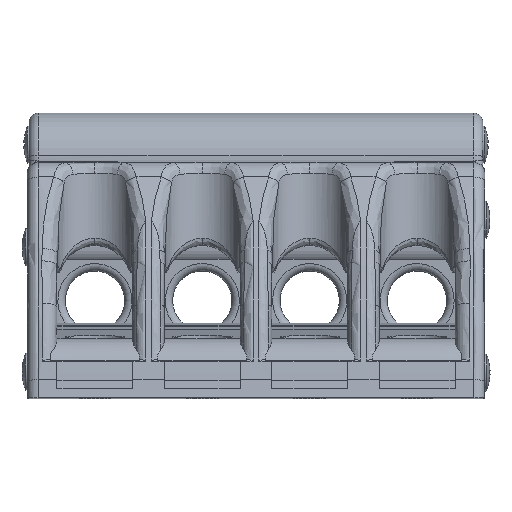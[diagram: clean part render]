
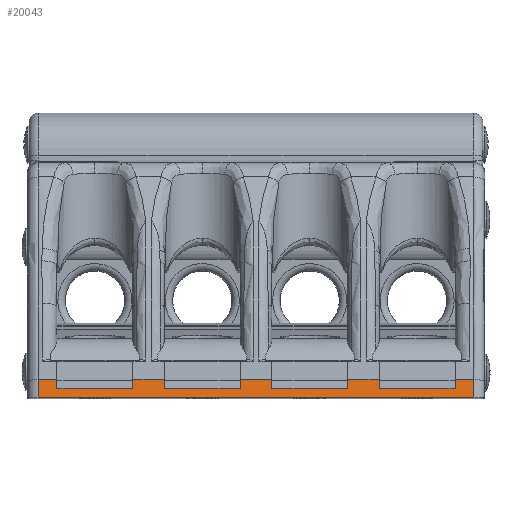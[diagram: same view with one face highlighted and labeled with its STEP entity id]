
A CAD part, top view. The second image highlights one B-rep face of the part: STEP entity #20043.
In plain terms, the highlighted planar face has unit normal (0, 0.174, 0.985).
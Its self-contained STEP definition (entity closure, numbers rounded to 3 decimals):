
#999=LINE('',#33024,#2108);
#1008=LINE('',#33121,#2117);
#1011=LINE('',#33198,#2120);
#1025=LINE('',#33878,#2134);
#1059=LINE('',#34033,#2168);
#1189=LINE('',#34891,#2298);
#1300=LINE('',#39366,#2409);
#1309=LINE('',#39424,#2418);
#1312=LINE('',#39497,#2421);
#1341=LINE('',#40571,#2450);
#1447=LINE('',#44720,#2556);
#1456=LINE('',#44778,#2565);
#1459=LINE('',#44851,#2568);
#1523=LINE('',#46103,#2632);
#1524=LINE('',#46105,#2633);
#1525=LINE('',#46107,#2634);
#1526=LINE('',#46109,#2635);
#1527=LINE('',#46111,#2636);
#1528=LINE('',#46113,#2637);
#1529=LINE('',#46114,#2638);
#2108=VECTOR('',#23519,10.);
#2117=VECTOR('',#23554,10.);
#2120=VECTOR('',#23587,10.);
#2134=VECTOR('',#23653,10.);
#2168=VECTOR('',#23807,10.);
#2298=VECTOR('',#24333,10.);
#2409=VECTOR('',#24874,10.);
#2418=VECTOR('',#24893,10.);
#2421=VECTOR('',#24922,10.);
#2450=VECTOR('',#25017,10.);
#2556=VECTOR('',#25511,10.);
#2565=VECTOR('',#25530,10.);
#2568=VECTOR('',#25559,10.);
#2632=VECTOR('',#25703,10.);
#2633=VECTOR('',#25704,10.);
#2634=VECTOR('',#25705,10.);
#2635=VECTOR('',#25706,10.);
#2636=VECTOR('',#25707,10.);
#2637=VECTOR('',#25708,10.);
#2638=VECTOR('',#25709,10.);
#3220=PLANE('',#21708);
#4050=FACE_OUTER_BOUND('',#5162,.T.);
#5162=EDGE_LOOP('',(#16963,#16964,#16965,#16966,#16967,#16968,#16969,#16970,
#16971,#16972,#16973,#16974,#16975,#16976,#16977,#16978,#16979,#16980,#16981,
#16982));
#8082=VERTEX_POINT('',#33021);
#8083=VERTEX_POINT('',#33023);
#8100=VERTEX_POINT('',#33120);
#8115=VERTEX_POINT('',#33196);
#8145=VERTEX_POINT('',#33876);
#8206=VERTEX_POINT('',#34031);
#8308=VERTEX_POINT('',#34890);
#8574=VERTEX_POINT('',#39363);
#8575=VERTEX_POINT('',#39365);
#8583=VERTEX_POINT('',#39423);
#8642=VERTEX_POINT('',#40570);
#8874=VERTEX_POINT('',#44717);
#8875=VERTEX_POINT('',#44719);
#8883=VERTEX_POINT('',#44777);
#8984=VERTEX_POINT('',#46102);
#8985=VERTEX_POINT('',#46104);
#8986=VERTEX_POINT('',#46106);
#8987=VERTEX_POINT('',#46108);
#8988=VERTEX_POINT('',#46110);
#8989=VERTEX_POINT('',#46112);
#10345=EDGE_CURVE('',#8083,#8082,#999,.T.);
#10368=EDGE_CURVE('',#8083,#8100,#1008,.T.);
#10389=EDGE_CURVE('',#8082,#8115,#1011,.T.);
#10447=EDGE_CURVE('',#8115,#8145,#1025,.T.);
#10525=EDGE_CURVE('',#8206,#8145,#1059,.T.);
#10752=EDGE_CURVE('',#8308,#8100,#1189,.T.);
#11150=EDGE_CURVE('',#8575,#8574,#1300,.T.);
#11163=EDGE_CURVE('',#8575,#8583,#1309,.T.);
#11182=EDGE_CURVE('',#8574,#8308,#1312,.T.);
#11267=EDGE_CURVE('',#8642,#8583,#1341,.T.);
#11623=EDGE_CURVE('',#8875,#8874,#1447,.T.);
#11636=EDGE_CURVE('',#8875,#8883,#1456,.T.);
#11655=EDGE_CURVE('',#8874,#8642,#1459,.T.);
#11787=EDGE_CURVE('',#8984,#8883,#1523,.T.);
#11788=EDGE_CURVE('',#8985,#8206,#1524,.T.);
#11789=EDGE_CURVE('',#8985,#8986,#1525,.T.);
#11790=EDGE_CURVE('',#8987,#8986,#1526,.T.);
#11791=EDGE_CURVE('',#8988,#8987,#1527,.T.);
#11792=EDGE_CURVE('',#8988,#8989,#1528,.T.);
#11793=EDGE_CURVE('',#8989,#8984,#1529,.T.);
#16963=ORIENTED_EDGE('',*,*,#11787,.T.);
#16964=ORIENTED_EDGE('',*,*,#11636,.F.);
#16965=ORIENTED_EDGE('',*,*,#11623,.T.);
#16966=ORIENTED_EDGE('',*,*,#11655,.T.);
#16967=ORIENTED_EDGE('',*,*,#11267,.T.);
#16968=ORIENTED_EDGE('',*,*,#11163,.F.);
#16969=ORIENTED_EDGE('',*,*,#11150,.T.);
#16970=ORIENTED_EDGE('',*,*,#11182,.T.);
#16971=ORIENTED_EDGE('',*,*,#10752,.T.);
#16972=ORIENTED_EDGE('',*,*,#10368,.F.);
#16973=ORIENTED_EDGE('',*,*,#10345,.T.);
#16974=ORIENTED_EDGE('',*,*,#10389,.T.);
#16975=ORIENTED_EDGE('',*,*,#10447,.T.);
#16976=ORIENTED_EDGE('',*,*,#10525,.F.);
#16977=ORIENTED_EDGE('',*,*,#11788,.F.);
#16978=ORIENTED_EDGE('',*,*,#11789,.T.);
#16979=ORIENTED_EDGE('',*,*,#11790,.F.);
#16980=ORIENTED_EDGE('',*,*,#11791,.F.);
#16981=ORIENTED_EDGE('',*,*,#11792,.T.);
#16982=ORIENTED_EDGE('',*,*,#11793,.T.);
#20043=ADVANCED_FACE('',(#4050),#3220,.T.);
#21708=AXIS2_PLACEMENT_3D('',#46101,#25701,#25702);
#23519=DIRECTION('',(-1.,0.,0.));
#23554=DIRECTION('',(0.,0.985,-0.174));
#23587=DIRECTION('',(0.,0.985,-0.174));
#23653=DIRECTION('',(-1.,0.,0.));
#23807=DIRECTION('',(0.,0.985,-0.174));
#24333=DIRECTION('',(-1.,0.,0.));
#24874=DIRECTION('',(-1.,0.,0.));
#24893=DIRECTION('',(0.,0.985,-0.174));
#24922=DIRECTION('',(0.,0.985,-0.174));
#25017=DIRECTION('',(-1.,0.,0.));
#25511=DIRECTION('',(-1.,0.,0.));
#25530=DIRECTION('',(0.,0.985,-0.174));
#25559=DIRECTION('',(0.,0.985,-0.174));
#25701=DIRECTION('center_axis',(0.,0.174,
0.985));
#25702=DIRECTION('ref_axis',(0.,0.985,-0.174));
#25703=DIRECTION('',(-1.,0.,0.));
#25704=DIRECTION('',(-1.,0.,0.));
#25705=DIRECTION('',(0.,0.985,-0.174));
#25706=DIRECTION('',(1.,0.,0.));
#25707=DIRECTION('',(0.,0.985,-0.174));
#25708=DIRECTION('',(-1.,0.,0.));
#25709=DIRECTION('',(0.,0.985,-0.174));
#33021=CARTESIAN_POINT('',(-97.25,0.,77.684));
#33023=CARTESIAN_POINT('',(-76.75,0.,77.684));
#33024=CARTESIAN_POINT('',(-87.,0.,77.684));
#33120=CARTESIAN_POINT('',(-76.75,2.424,77.257));
#33121=CARTESIAN_POINT('',(-76.75,19.465,74.252));
#33196=CARTESIAN_POINT('',(-97.25,2.424,77.257));
#33198=CARTESIAN_POINT('',(-97.25,19.465,74.252));
#33876=CARTESIAN_POINT('',(-102.265,2.424,77.257));
#33878=CARTESIAN_POINT('',(-87.,2.424,77.257));
#34031=CARTESIAN_POINT('',(-102.265,-2.5,78.125));
#34033=CARTESIAN_POINT('',(-102.265,2.424,77.257));
#34890=CARTESIAN_POINT('',(-68.25,2.424,77.257));
#34891=CARTESIAN_POINT('',(-58.,2.424,77.257));
#39363=CARTESIAN_POINT('',(-68.25,0.,77.684));
#39365=CARTESIAN_POINT('',(-47.75,0.,77.684));
#39366=CARTESIAN_POINT('',(-58.,0.,77.684));
#39423=CARTESIAN_POINT('',(-47.75,2.424,77.257));
#39424=CARTESIAN_POINT('',(-47.75,19.465,74.252));
#39497=CARTESIAN_POINT('',(-68.25,19.465,74.252));
#40570=CARTESIAN_POINT('',(-39.25,2.424,77.257));
#40571=CARTESIAN_POINT('',(-29.,2.424,77.257));
#44717=CARTESIAN_POINT('',(-39.25,0.,77.684));
#44719=CARTESIAN_POINT('',(-18.75,0.,77.684));
#44720=CARTESIAN_POINT('',(-29.,0.,77.684));
#44777=CARTESIAN_POINT('',(-18.75,2.424,77.257));
#44778=CARTESIAN_POINT('',(-18.75,19.465,74.252));
#44851=CARTESIAN_POINT('',(-39.25,19.465,74.252));
#46101=CARTESIAN_POINT('Origin',(0.,-2.5,
78.125));
#46102=CARTESIAN_POINT('',(-10.25,2.424,77.257));
#46103=CARTESIAN_POINT('',(0.,2.424,77.257));
#46104=CARTESIAN_POINT('',(15.265,-2.5,78.125));
#46105=CARTESIAN_POINT('',(0.,-2.5,78.125));
#46106=CARTESIAN_POINT('',(15.265,2.424,77.257));
#46107=CARTESIAN_POINT('',(15.265,2.424,77.257));
#46108=CARTESIAN_POINT('',(10.25,2.424,77.257));
#46109=CARTESIAN_POINT('',(0.,2.424,77.257));
#46110=CARTESIAN_POINT('',(10.25,0.,77.684));
#46111=CARTESIAN_POINT('',(10.25,19.465,74.252));
#46112=CARTESIAN_POINT('',(-10.25,0.,77.684));
#46113=CARTESIAN_POINT('',(0.,0.,77.684));
#46114=CARTESIAN_POINT('',(-10.25,19.465,74.252));
